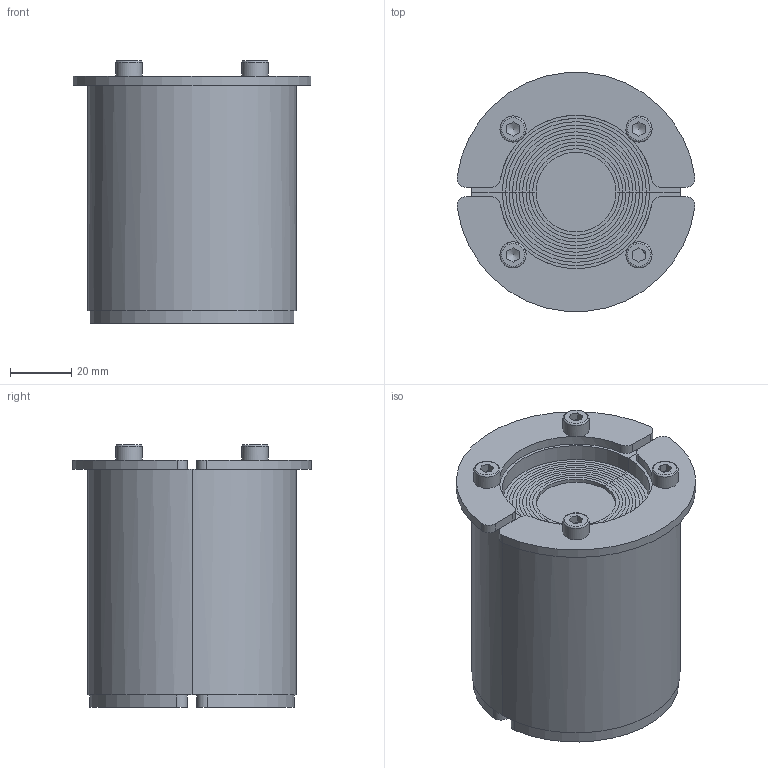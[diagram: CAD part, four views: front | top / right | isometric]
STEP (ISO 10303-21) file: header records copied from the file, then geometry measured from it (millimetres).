
FILE_DESCRIPTION(/* description */ (''),/* implementation_level */ '2;1');
FILE_NAME(/* name */ 'RS 68 AISI316.stp',/* time_stamp */ '2025-08-13T13:21:04+02:00',/* author */ ('se-marfre'),/* organization */ (''),/* preprocessor_version */ 'ST-DEVELOPER v19.2',/* originating_system */ 'Autodesk Inventor 2023',/* authorisation */ '');
FILE_SCHEMA (('CONFIG_CONTROL_DESIGN'));
Length unit declared in the file: millimetre
Products named in the file (1): RS 68 AISI316
Bounding box: 77.43 x 77.72 x 85.5 mm (x, y, z)
Volume: 260759.4 mm3; surface area: 30565.3 mm2
Topology: 1 solids, 1 shells, 150 faces, 362 edges, 220 vertices
Faces by surface type: plane 96, cylinder 42, cone 8, torus 4
Full cylindrical faces by diameter (mm): 4.134 x4, 8.5 x4
Entity records: 4535 total; most frequent: DIRECTION 792, CARTESIAN_POINT 785, ORIENTED_EDGE 716, EDGE_CURVE 358, AXIS2_PLACEMENT_3D 311, VERTEX_POINT 220, LINE 170, VECTOR 170
